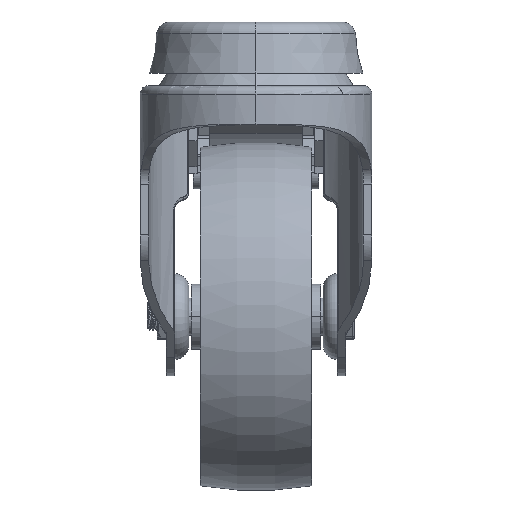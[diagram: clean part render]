
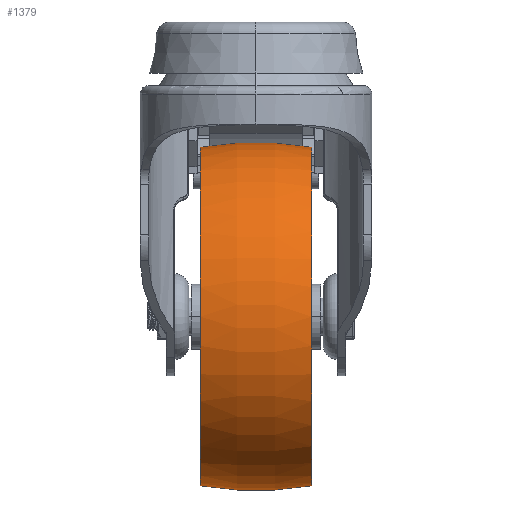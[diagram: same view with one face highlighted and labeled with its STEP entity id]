
A CAD part, left-side view. The second image highlights one B-rep face of the part: STEP entity #1379.
In plain terms, the highlighted toroidal (fillet/blend) face has major radius 35 mm and minor radius 72.5 mm.
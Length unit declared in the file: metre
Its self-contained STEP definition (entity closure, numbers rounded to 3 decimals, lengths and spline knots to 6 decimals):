
#1379=ADVANCED_FACE('',(#2472),#2473,.T.);
#2472=FACE_OUTER_BOUND('',#7067,.T.);
#2473=TOROIDAL_SURFACE('',#7068,-0.035,0.0725);
#7067=EDGE_LOOP('',(#18040,#18041,#18042,#18043,#18044,#18045));
#7068=AXIS2_PLACEMENT_3D('',#18046,#18047,#18048);
#18040=ORIENTED_EDGE('',*,*,#20813,.F.);
#18041=ORIENTED_EDGE('',*,*,#20814,.T.);
#18042=ORIENTED_EDGE('',*,*,#20815,.T.);
#18043=ORIENTED_EDGE('',*,*,#20816,.F.);
#18044=ORIENTED_EDGE('',*,*,#20817,.F.);
#18045=ORIENTED_EDGE('',*,*,#20818,.F.);
#18046=CARTESIAN_POINT('',(0.,0.,0.0));
#18047=DIRECTION('',(0.,1.0,0.0));
#18048=DIRECTION('',(0.0,0.0,-1.0));
#20813=EDGE_CURVE('',#23119,#23120,#23121,.T.);
#20814=EDGE_CURVE('',#23119,#23122,#23123,.T.);
#20815=EDGE_CURVE('',#23122,#23124,#23125,.T.);
#20816=EDGE_CURVE('',#23126,#23124,#23127,.T.);
#20817=EDGE_CURVE('',#23128,#23126,#23129,.T.);
#20818=EDGE_CURVE('',#23120,#23128,#23130,.T.);
#23119=VERTEX_POINT('',#27416);
#23120=VERTEX_POINT('',#27417);
#23121=CIRCLE('',#27418,0.0725);
#23122=VERTEX_POINT('',#27419);
#23123=CIRCLE('',#27420,0.0365);
#23124=VERTEX_POINT('',#27421);
#23125=CIRCLE('',#27422,0.0365);
#23126=VERTEX_POINT('',#27423);
#23127=CIRCLE('',#27424,0.0725);
#23128=VERTEX_POINT('',#27425);
#23129=CIRCLE('',#27426,0.0365);
#23130=CIRCLE('',#27427,0.0365);
#27416=CARTESIAN_POINT('',(0.,-0.012,-0.0365));
#27417=CARTESIAN_POINT('',(0.,0.012,-0.0365));
#27418=AXIS2_PLACEMENT_3D('',#39328,#39329,#39330);
#27419=CARTESIAN_POINT('',(-0.0365,-0.012,0.0));
#27420=AXIS2_PLACEMENT_3D('',#39331,#39332,#39333);
#27421=CARTESIAN_POINT('',(0.,-0.012,0.0365));
#27422=AXIS2_PLACEMENT_3D('',#39334,#39335,#39336);
#27423=CARTESIAN_POINT('',(0.,0.012,0.0365));
#27424=AXIS2_PLACEMENT_3D('',#39337,#39338,#39339);
#27425=CARTESIAN_POINT('',(-0.0365,0.012,0.0));
#27426=AXIS2_PLACEMENT_3D('',#39340,#39341,#39342);
#27427=AXIS2_PLACEMENT_3D('',#39343,#39344,#39345);
#39328=CARTESIAN_POINT('',(0.,0.,0.035));
#39329=DIRECTION('',(1.0,0.,0.));
#39330=DIRECTION('',(0.,0.,-1.0));
#39331=CARTESIAN_POINT('',(0.,-0.012,0.0));
#39332=DIRECTION('',(0.,1.0,0.0));
#39333=DIRECTION('',(-1.0,0.,0.0));
#39334=CARTESIAN_POINT('',(0.,-0.012,0.0));
#39335=DIRECTION('',(0.,1.0,0.0));
#39336=DIRECTION('',(-1.0,0.,0.0));
#39337=CARTESIAN_POINT('',(0.,0.,-0.035));
#39338=DIRECTION('',(1.0,0.,0.));
#39339=DIRECTION('',(0.,0.,1.0));
#39340=CARTESIAN_POINT('',(0.,0.012,0.0));
#39341=DIRECTION('',(0.,1.0,0.0));
#39342=DIRECTION('',(-1.0,0.,0.0));
#39343=CARTESIAN_POINT('',(0.,0.012,0.0));
#39344=DIRECTION('',(0.,1.0,0.0));
#39345=DIRECTION('',(-1.0,0.,0.0));
